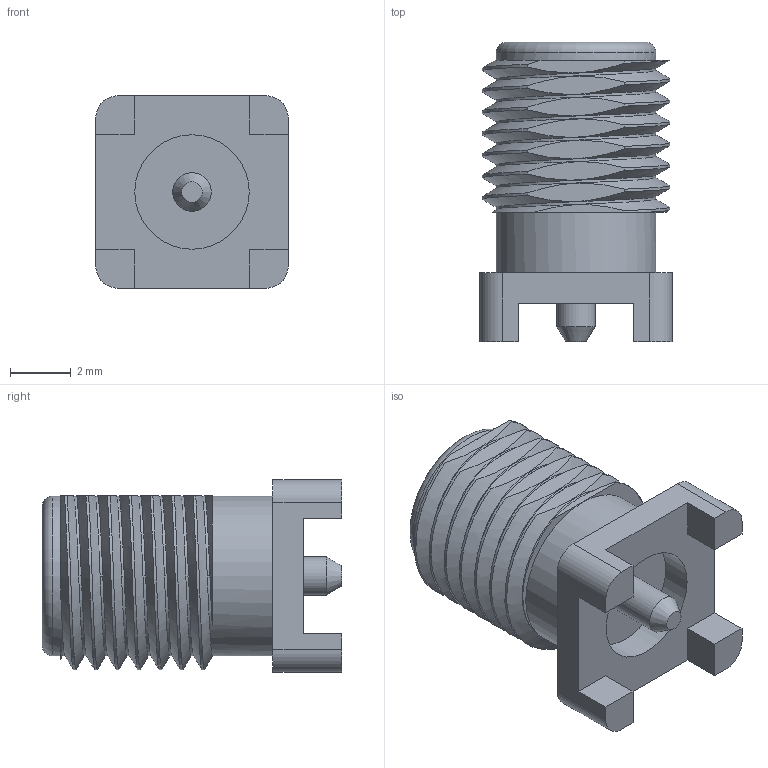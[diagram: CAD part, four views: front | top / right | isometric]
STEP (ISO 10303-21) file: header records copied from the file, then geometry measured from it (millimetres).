
FILE_DESCRIPTION(/* description */ (''),/* implementation_level */ '2;1');
FILE_NAME(/* name */ 'SMA surface mount jack.stp',/* time_stamp */ '2016-05-18T01:17:14+06:00',/* author */ ('Admin'),/* organization */ (''),/* preprocessor_version */ 'ST-DEVELOPER v15.6',/* originating_system */ 'Autodesk Inventor 2015',/* authorisation */ '');
FILE_SCHEMA (('AUTOMOTIVE_DESIGN { 1 0 10303 214 3 1 1 }'));
Length unit declared in the file: millimetre
Products named in the file (1): SMA surface mount jack
Bounding box: 6.35 x 9.87 x 6.35 mm (x, y, z)
Volume: 166.5 mm3; surface area: 493.3 mm2
Topology: 3 solids, 3 shells, 64 faces, 171 edges, 114 vertices
Faces by surface type: plane 33, cylinder 24, bspline 4, torus 2, cone 1
Full cylindrical faces by diameter (mm): 1.27 x2, 3.771 x2, 5.271 x8
Entity records: 4455 total; most frequent: CARTESIAN_POINT 3125, ORIENTED_EDGE 274, DIRECTION 233, EDGE_CURVE 137, VERTEX_POINT 96, AXIS2_PLACEMENT_3D 82, EDGE_LOOP 71, LINE 69
